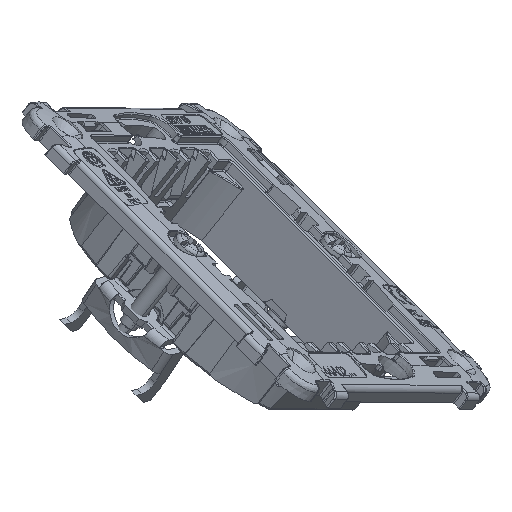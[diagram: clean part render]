
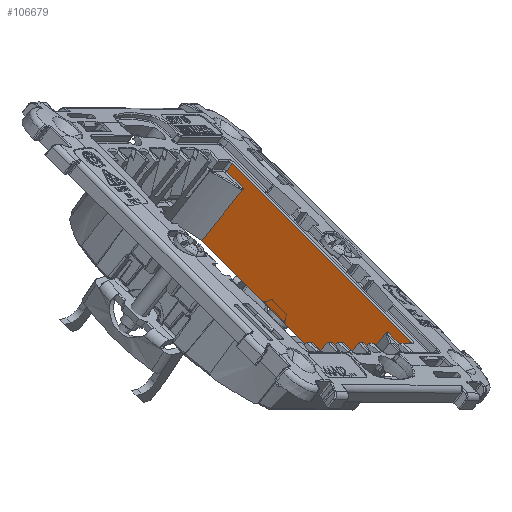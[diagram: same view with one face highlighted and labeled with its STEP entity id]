
A CAD part, isometric view. The second image highlights one B-rep face of the part: STEP entity #106679.
In plain terms, the highlighted face is planar.
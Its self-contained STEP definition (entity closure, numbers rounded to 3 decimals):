
#44406=CARTESIAN_POINT('Vertex',(-22.597,-22.247,0.797)) ;
#44461=CARTESIAN_POINT('Vertex',(-22.597,22.247,0.797)) ;
#44471=CARTESIAN_POINT('Line Origine',(-22.597,0.,0.797)) ;
#50904=CARTESIAN_POINT('Vertex',(-22.583,22.233,-0.803)) ;
#50948=CARTESIAN_POINT('Line Origine',(-22.541,22.191,-5.65)) ;
#54627=CARTESIAN_POINT('Vertex',(-22.583,-22.233,-0.803)) ;
#54674=CARTESIAN_POINT('Line Origine',(-22.541,-22.191,-5.65)) ;
#106359=CARTESIAN_POINT('Vertex',(-22.583,17.997,-0.803)) ;
#106362=CARTESIAN_POINT('Line Origine',(-22.583,0.,-0.803)) ;
#106403=CARTESIAN_POINT('Control Point',(-22.581,17.929,-1.1)) ;
#106404=CARTESIAN_POINT('Control Point',(-22.581,17.929,-1.054)) ;
#106405=CARTESIAN_POINT('Control Point',(-22.582,17.928,-1.007)) ;
#106406=CARTESIAN_POINT('Vertex',(-22.581,17.929,-1.1)) ;
#106408=CARTESIAN_POINT('Vertex',(-22.582,17.928,-1.007)) ;
#106412=CARTESIAN_POINT('Control Point',(-22.482,18.,-12.4)) ;
#106413=CARTESIAN_POINT('Control Point',(-22.515,17.976,-8.633)) ;
#106414=CARTESIAN_POINT('Control Point',(-22.548,17.953,-4.867)) ;
#106415=CARTESIAN_POINT('Control Point',(-22.581,17.929,-1.1)) ;
#106416=CARTESIAN_POINT('Vertex',(-22.482,18.,-12.4)) ;
#106613=CARTESIAN_POINT('Control Point',(-22.582,17.928,-1.007)) ;
#106614=CARTESIAN_POINT('Control Point',(-22.582,17.928,-0.924)) ;
#106615=CARTESIAN_POINT('Control Point',(-22.583,17.956,-0.853)) ;
#106616=CARTESIAN_POINT('Control Point',(-22.583,17.997,-0.803)) ;
#106625=CARTESIAN_POINT('Axis2P3D Location',(-22.6,0.,1.1)) ;
#106631=CARTESIAN_POINT('Control Point',(-22.581,-17.929,-1.1)) ;
#106632=CARTESIAN_POINT('Control Point',(-22.581,-17.929,-1.054)) ;
#106633=CARTESIAN_POINT('Control Point',(-22.582,-17.928,-1.007)) ;
#106634=CARTESIAN_POINT('Vertex',(-22.582,-17.928,-1.007)) ;
#106636=CARTESIAN_POINT('Vertex',(-22.581,-17.929,-1.1)) ;
#106640=CARTESIAN_POINT('Control Point',(-22.482,-18.,-12.4)) ;
#106641=CARTESIAN_POINT('Control Point',(-22.515,-17.976,-8.633)) ;
#106642=CARTESIAN_POINT('Control Point',(-22.548,-17.953,-4.867)) ;
#106643=CARTESIAN_POINT('Control Point',(-22.581,-17.929,-1.1)) ;
#106644=CARTESIAN_POINT('Vertex',(-22.482,-18.,-12.4)) ;
#106647=CARTESIAN_POINT('Line Origine',(-22.482,0.,-12.4)) ;
#106652=CARTESIAN_POINT('Line Origine',(-22.583,0.,-0.803)) ;
#106656=CARTESIAN_POINT('Vertex',(-22.583,-17.997,-0.803)) ;
#106660=CARTESIAN_POINT('Control Point',(-22.582,-17.928,-1.007)) ;
#106661=CARTESIAN_POINT('Control Point',(-22.582,-17.928,-0.924)) ;
#106662=CARTESIAN_POINT('Control Point',(-22.583,-17.956,-0.853)) ;
#106663=CARTESIAN_POINT('Control Point',(-22.583,-17.997,-0.803)) ;
#44472=DIRECTION('Vector Direction',(0.,-1.,0.)) ;
#50949=DIRECTION('Vector Direction',(0.009,-0.009,-1.)) ;
#54675=DIRECTION('Vector Direction',(0.009,0.009,-1.)) ;
#106363=DIRECTION('Vector Direction',(0.,1.,0.)) ;
#106626=DIRECTION('Axis2P3D Direction',(-1.,0.,-0.009)) ;
#106627=DIRECTION('Axis2P3D XDirection',(0.,1.,0.)) ;
#106648=DIRECTION('Vector Direction',(0.,1.,0.)) ;
#106653=DIRECTION('Vector Direction',(0.,1.,0.)) ;
#106628=AXIS2_PLACEMENT_3D('Plane Axis2P3D',#106625,#106626,#106627) ;
#106666=ORIENTED_EDGE('',*,*,#106638,.T.) ;
#106667=ORIENTED_EDGE('',*,*,#106646,.T.) ;
#106668=ORIENTED_EDGE('',*,*,#106651,.F.) ;
#106669=ORIENTED_EDGE('',*,*,#106418,.T.) ;
#106670=ORIENTED_EDGE('',*,*,#106410,.T.) ;
#106671=ORIENTED_EDGE('',*,*,#106617,.F.) ;
#106672=ORIENTED_EDGE('',*,*,#106366,.F.) ;
#106673=ORIENTED_EDGE('',*,*,#50952,.T.) ;
#106674=ORIENTED_EDGE('',*,*,#44475,.T.) ;
#106675=ORIENTED_EDGE('',*,*,#54678,.T.) ;
#106676=ORIENTED_EDGE('',*,*,#106658,.F.) ;
#106677=ORIENTED_EDGE('',*,*,#106664,.F.) ;
#44473=VECTOR('Line Direction',#44472,1.) ;
#50950=VECTOR('Line Direction',#50949,1.) ;
#54676=VECTOR('Line Direction',#54675,1.) ;
#106364=VECTOR('Line Direction',#106363,1.) ;
#106649=VECTOR('Line Direction',#106648,1.) ;
#106654=VECTOR('Line Direction',#106653,1.) ;
#106679=ADVANCED_FACE('PartBody',(#106678),#106629,.F.) ;
#106402=B_SPLINE_CURVE_WITH_KNOTS('',2,(#106403,#106404,#106405),.UNSPECIFIED.,.F.,.U.,(3,3),(0.,0.131),.UNSPECIFIED.) ;
#106411=B_SPLINE_CURVE_WITH_KNOTS('',3,(#106412,#106413,#106414,#106415),.UNSPECIFIED.,.F.,.U.,(4,4),(0.,15.982),.UNSPECIFIED.) ;
#106612=B_SPLINE_CURVE_WITH_KNOTS('',3,(#106613,#106614,#106615,#106616),.UNSPECIFIED.,.F.,.U.,(4,4),(0.,0.396),.UNSPECIFIED.) ;
#106630=B_SPLINE_CURVE_WITH_KNOTS('',2,(#106631,#106632,#106633),.UNSPECIFIED.,.F.,.U.,(3,3),(0.,0.131),.UNSPECIFIED.) ;
#106639=B_SPLINE_CURVE_WITH_KNOTS('',3,(#106640,#106641,#106642,#106643),.UNSPECIFIED.,.F.,.U.,(4,4),(0.,15.982),.UNSPECIFIED.) ;
#106659=B_SPLINE_CURVE_WITH_KNOTS('',3,(#106660,#106661,#106662,#106663),.UNSPECIFIED.,.F.,.U.,(4,4),(0.,0.396),.UNSPECIFIED.) ;
#44475=EDGE_CURVE('',#44462,#44407,#44474,.T.) ;
#50952=EDGE_CURVE('',#50905,#44462,#50951,.F.) ;
#54678=EDGE_CURVE('',#44407,#54628,#54677,.T.) ;
#106366=EDGE_CURVE('',#50905,#106360,#106365,.F.) ;
#106410=EDGE_CURVE('',#106407,#106409,#106402,.T.) ;
#106418=EDGE_CURVE('',#106417,#106407,#106411,.T.) ;
#106617=EDGE_CURVE('',#106360,#106409,#106612,.F.) ;
#106638=EDGE_CURVE('',#106635,#106637,#106630,.F.) ;
#106646=EDGE_CURVE('',#106637,#106645,#106639,.F.) ;
#106651=EDGE_CURVE('',#106417,#106645,#106650,.F.) ;
#106658=EDGE_CURVE('',#106657,#54628,#106655,.F.) ;
#106664=EDGE_CURVE('',#106635,#106657,#106659,.T.) ;
#106665=EDGE_LOOP('',(#106666,#106667,#106668,#106669,#106670,#106671,#106672,#106673,#106674,#106675,#106676,#106677)) ;
#106678=FACE_OUTER_BOUND('',#106665,.T.) ;
#44474=LINE('Line',#44471,#44473) ;
#50951=LINE('Line',#50948,#50950) ;
#54677=LINE('Line',#54674,#54676) ;
#106365=LINE('Line',#106362,#106364) ;
#106650=LINE('Line',#106647,#106649) ;
#106655=LINE('Line',#106652,#106654) ;
#106629=PLANE('',#106628) ;
#44407=VERTEX_POINT('',#44406) ;
#44462=VERTEX_POINT('',#44461) ;
#50905=VERTEX_POINT('',#50904) ;
#54628=VERTEX_POINT('',#54627) ;
#106360=VERTEX_POINT('',#106359) ;
#106407=VERTEX_POINT('',#106406) ;
#106409=VERTEX_POINT('',#106408) ;
#106417=VERTEX_POINT('',#106416) ;
#106635=VERTEX_POINT('',#106634) ;
#106637=VERTEX_POINT('',#106636) ;
#106645=VERTEX_POINT('',#106644) ;
#106657=VERTEX_POINT('',#106656) ;
